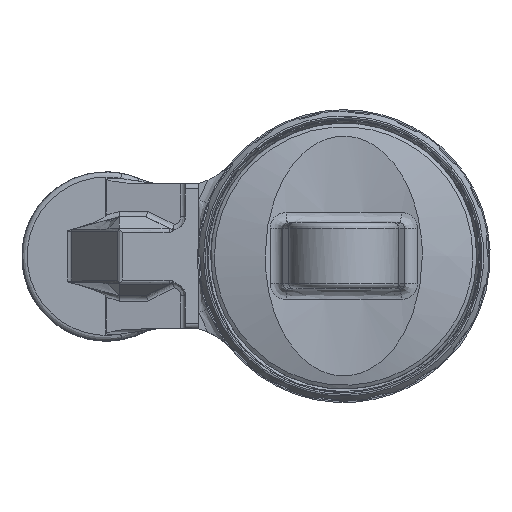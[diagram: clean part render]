
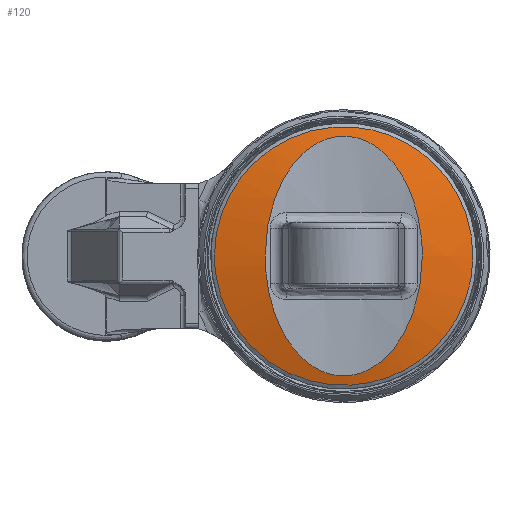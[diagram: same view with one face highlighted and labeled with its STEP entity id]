
A CAD part, top view. The second image highlights one B-rep face of the part: STEP entity #120.
In plain terms, the highlighted free-form (B-spline) face has degree [2, 2] with [9, 3] control points.
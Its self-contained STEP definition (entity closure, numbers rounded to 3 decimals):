
#21 = EDGE_CURVE('',#22,#22,#24,.T.);
#22 = VERTEX_POINT('',#23);
#23 = CARTESIAN_POINT('',(-22.462,0.,
    197.99));
#24 = ( BOUNDED_CURVE() B_SPLINE_CURVE(2,(#25,#26,#27,#28,#29,#30,#31),
.UNSPECIFIED.,.T.,.F.) B_SPLINE_CURVE_WITH_KNOTS((1,2,2,2,2,1),(
    -2.094,0.,2.094,4.189,6.283,
8.378),.UNSPECIFIED.) CURVE() GEOMETRIC_REPRESENTATION_ITEM() 
RATIONAL_B_SPLINE_CURVE((1.,0.5,1.,0.5,1.,0.5,1.)) REPRESENTATION_ITEM(
  '') );
#25 = CARTESIAN_POINT('',(-22.462,0.,
    197.99));
#26 = CARTESIAN_POINT('',(-22.462,38.906,
    197.99));
#27 = CARTESIAN_POINT('',(11.231,19.453,
    197.99));
#28 = CARTESIAN_POINT('',(44.925,0.,
    197.99));
#29 = CARTESIAN_POINT('',(11.231,-19.453,
    197.99));
#30 = CARTESIAN_POINT('',(-22.462,-38.906,
    197.99));
#31 = CARTESIAN_POINT('',(-22.462,0.,
    197.99));
#120 = ADVANCED_FACE('',(#121),#193,.T.);
#121 = FACE_BOUND('',#122,.T.);
#122 = EDGE_LOOP('',(#123,#156,#162,#163,#164));
#123 = ORIENTED_EDGE('',*,*,#124,.T.);
#124 = EDGE_CURVE('',#125,#127,#129,.T.);
#125 = VERTEX_POINT('',#126);
#126 = CARTESIAN_POINT('',(13.649,0.,200.02));
#127 = VERTEX_POINT('',#128);
#128 = CARTESIAN_POINT('',(-13.649,0.,200.02));
#129 = B_SPLINE_CURVE_WITH_KNOTS('',3,(#130,#131,#132,#133,#134,#135,
    #136,#137,#138,#139,#140,#141,#142,#143,#144,#145,#146,#147,#148,
    #149,#150,#151,#152,#153,#154,#155),.UNSPECIFIED.,.F.,.F.,(4,2,2,2,2
    ,2,2,2,2,2,2,2,4),(0.,0.552,1.104,1.656,
    2.208,2.555,2.901,3.248,
    3.595,4.147,4.699,5.251,
    5.803),.UNSPECIFIED.);
#130 = CARTESIAN_POINT('',(13.649,0.,
    200.02));
#131 = CARTESIAN_POINT('',(13.649,-1.687,
    200.02));
#132 = CARTESIAN_POINT('',(13.515,-3.439,
    199.988));
#133 = CARTESIAN_POINT('',(12.936,-6.92,
    199.858));
#134 = CARTESIAN_POINT('',(12.492,-8.65,
    199.759));
#135 = CARTESIAN_POINT('',(11.274,-11.944,
    199.513));
#136 = CARTESIAN_POINT('',(10.503,-13.506,
    199.366));
#137 = CARTESIAN_POINT('',(8.611,-16.326,199.06
    ));
#138 = CARTESIAN_POINT('',(7.495,-17.588,
    198.902));
#139 = CARTESIAN_POINT('',(5.32,-19.25,
    198.677));
#140 = CARTESIAN_POINT('',(4.322,-19.836,198.593
    ));
#141 = CARTESIAN_POINT('',(2.193,-20.625,
    198.477));
#142 = CARTESIAN_POINT('',(1.06,-20.825,198.447
    ));
#143 = CARTESIAN_POINT('',(-1.06,-20.825,
    198.447));
#144 = CARTESIAN_POINT('',(-2.193,-20.625,
    198.477));
#145 = CARTESIAN_POINT('',(-4.322,-19.836,
    198.593));
#146 = CARTESIAN_POINT('',(-5.32,-19.25,
    198.677));
#147 = CARTESIAN_POINT('',(-7.495,-17.588,
    198.902));
#148 = CARTESIAN_POINT('',(-8.611,-16.326,
    199.06));
#149 = CARTESIAN_POINT('',(-10.503,-13.506,
    199.366));
#150 = CARTESIAN_POINT('',(-11.274,-11.944,
    199.513));
#151 = CARTESIAN_POINT('',(-12.492,-8.65,
    199.759));
#152 = CARTESIAN_POINT('',(-12.936,-6.92,
    199.858));
#153 = CARTESIAN_POINT('',(-13.515,-3.439,199.988
    ));
#154 = CARTESIAN_POINT('',(-13.649,-1.687,
    200.02));
#155 = CARTESIAN_POINT('',(-13.649,0.,
    200.02));
#156 = ORIENTED_EDGE('',*,*,#157,.T.);
#157 = EDGE_CURVE('',#127,#22,#158,.T.);
#158 = ( BOUNDED_CURVE() B_SPLINE_CURVE(2,(#159,#160,#161),
.UNSPECIFIED.,.F.,.F.) B_SPLINE_CURVE_WITH_KNOTS((3,3),(4.883,
4.995),.PIECEWISE_BEZIER_KNOTS.) CURVE() 
GEOMETRIC_REPRESENTATION_ITEM() RATIONAL_B_SPLINE_CURVE((1.,
0.998,1.)) REPRESENTATION_ITEM('') );
#159 = CARTESIAN_POINT('',(-13.649,0.,
    200.02));
#160 = CARTESIAN_POINT('',(-18.113,0.,
    199.253));
#161 = CARTESIAN_POINT('',(-22.462,0.,
    197.99));
#162 = ORIENTED_EDGE('',*,*,#21,.F.);
#163 = ORIENTED_EDGE('',*,*,#157,.F.);
#164 = ORIENTED_EDGE('',*,*,#165,.T.);
#165 = EDGE_CURVE('',#127,#125,#166,.T.);
#166 = B_SPLINE_CURVE_WITH_KNOTS('',3,(#167,#168,#169,#170,#171,#172,
    #173,#174,#175,#176,#177,#178,#179,#180,#181,#182,#183,#184,#185,
    #186,#187,#188,#189,#190,#191,#192),.UNSPECIFIED.,.F.,.F.,(4,2,2,2,2
    ,2,2,2,2,2,2,2,4),(5.803,6.355,6.907,
    7.459,8.011,8.357,8.704,
    9.051,9.397,9.949,10.501,
    11.053,11.605),.UNSPECIFIED.);
#167 = CARTESIAN_POINT('',(-13.649,0.,200.02));
#168 = CARTESIAN_POINT('',(-13.649,1.687,
    200.02));
#169 = CARTESIAN_POINT('',(-13.515,3.439,199.988)
  );
#170 = CARTESIAN_POINT('',(-12.936,6.92,
    199.858));
#171 = CARTESIAN_POINT('',(-12.492,8.65,
    199.759));
#172 = CARTESIAN_POINT('',(-11.274,11.944,
    199.513));
#173 = CARTESIAN_POINT('',(-10.503,13.506,
    199.366));
#174 = CARTESIAN_POINT('',(-8.611,16.326,
    199.06));
#175 = CARTESIAN_POINT('',(-7.495,17.588,
    198.902));
#176 = CARTESIAN_POINT('',(-5.32,19.25,
    198.677));
#177 = CARTESIAN_POINT('',(-4.322,19.836,
    198.593));
#178 = CARTESIAN_POINT('',(-2.193,20.625,
    198.477));
#179 = CARTESIAN_POINT('',(-1.06,20.825,
    198.447));
#180 = CARTESIAN_POINT('',(1.06,20.825,
    198.447));
#181 = CARTESIAN_POINT('',(2.193,20.625,
    198.477));
#182 = CARTESIAN_POINT('',(4.322,19.836,198.593
    ));
#183 = CARTESIAN_POINT('',(5.32,19.25,
    198.677));
#184 = CARTESIAN_POINT('',(7.495,17.588,
    198.902));
#185 = CARTESIAN_POINT('',(8.611,16.326,
    199.06));
#186 = CARTESIAN_POINT('',(10.503,13.506,
    199.366));
#187 = CARTESIAN_POINT('',(11.274,11.944,
    199.513));
#188 = CARTESIAN_POINT('',(12.492,8.65,
    199.759));
#189 = CARTESIAN_POINT('',(12.936,6.92,
    199.858));
#190 = CARTESIAN_POINT('',(13.515,3.439,
    199.988));
#191 = CARTESIAN_POINT('',(13.649,1.687,
    200.02));
#192 = CARTESIAN_POINT('',(13.649,0.,
    200.02));
#193 = ( BOUNDED_SURFACE() B_SPLINE_SURFACE(2,2,(
    (#194,#195,#196)
    ,(#197,#198,#199)
    ,(#200,#201,#202)
    ,(#203,#204,#205)
    ,(#206,#207,#208)
    ,(#209,#210,#211)
    ,(#212,#213,#214)
    ,(#215,#216,#217)
    ,(#218,#219,#220
)),.UNSPECIFIED.,.T.,.F.,.F.) B_SPLINE_SURFACE_WITH_KNOTS((3,2,2,2,3),(3
    ,3),(-3.142,-2.094,0.,2.094,3.142)
  ,(1.288,1.401),.UNSPECIFIED.) 
GEOMETRIC_REPRESENTATION_ITEM() RATIONAL_B_SPLINE_SURFACE((
    (0.75,0.749,0.75)
    ,(0.75,0.749,0.75)
    ,(1.,0.998,1.)
    ,(0.5,0.499,0.5)
    ,(1.,0.998,1.)
    ,(0.5,0.499,0.5)
    ,(1.,0.998,1.)
    ,(0.75,0.749,0.75)
,(0.75,0.749,0.75))) REPRESENTATION_ITEM('') SURFACE() );
#194 = CARTESIAN_POINT('',(-22.462,0.,197.99));
#195 = CARTESIAN_POINT('',(-18.113,0.,
    199.253));
#196 = CARTESIAN_POINT('',(-13.649,0.,
    200.02));
#197 = CARTESIAN_POINT('',(-22.462,-12.969,
    197.99));
#198 = CARTESIAN_POINT('',(-18.113,-10.458,
    199.253));
#199 = CARTESIAN_POINT('',(-13.649,-7.88,
    200.02));
#200 = CARTESIAN_POINT('',(-11.231,-19.453,
    197.99));
#201 = CARTESIAN_POINT('',(-9.056,-15.686,
    199.253));
#202 = CARTESIAN_POINT('',(-6.825,-11.821,
    200.02));
#203 = CARTESIAN_POINT('',(22.462,-38.906,
    197.99));
#204 = CARTESIAN_POINT('',(18.113,-31.373,
    199.253));
#205 = CARTESIAN_POINT('',(13.649,-23.641,
    200.02));
#206 = CARTESIAN_POINT('',(22.462,0.,197.99));
#207 = CARTESIAN_POINT('',(18.113,0.,199.253));
#208 = CARTESIAN_POINT('',(13.649,0.,200.02));
#209 = CARTESIAN_POINT('',(22.462,38.906,
    197.99));
#210 = CARTESIAN_POINT('',(18.113,31.373,
    199.253));
#211 = CARTESIAN_POINT('',(13.649,23.641,
    200.02));
#212 = CARTESIAN_POINT('',(-11.231,19.453,
    197.99));
#213 = CARTESIAN_POINT('',(-9.056,15.686,
    199.253));
#214 = CARTESIAN_POINT('',(-6.825,11.821,
    200.02));
#215 = CARTESIAN_POINT('',(-22.462,12.969,
    197.99));
#216 = CARTESIAN_POINT('',(-18.113,10.458,
    199.253));
#217 = CARTESIAN_POINT('',(-13.649,7.88,
    200.02));
#218 = CARTESIAN_POINT('',(-22.462,0.,197.99));
#219 = CARTESIAN_POINT('',(-18.113,0.,
    199.253));
#220 = CARTESIAN_POINT('',(-13.649,0.,
    200.02));
